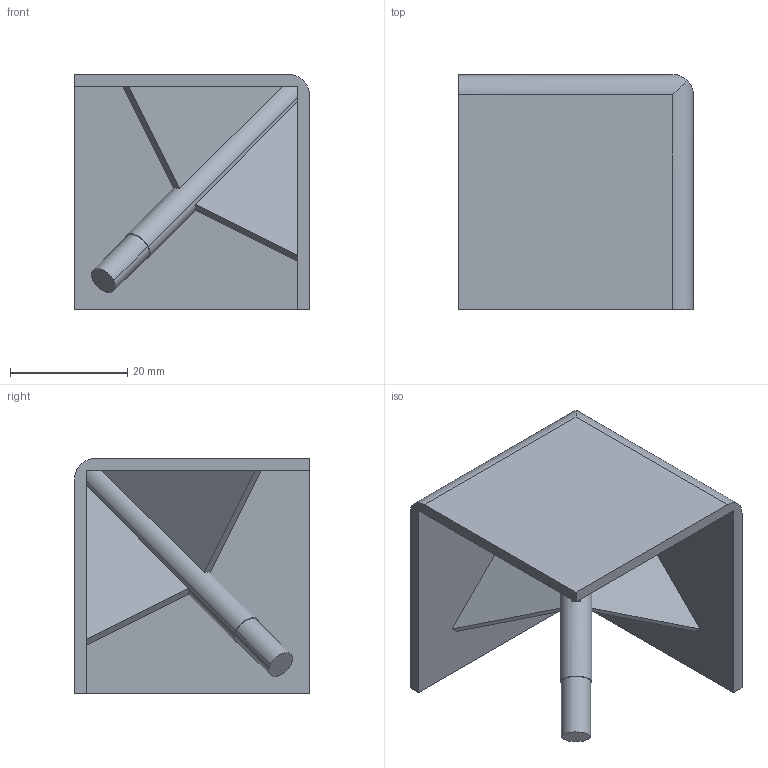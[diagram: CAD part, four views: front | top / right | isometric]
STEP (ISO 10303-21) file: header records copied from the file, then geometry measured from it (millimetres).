
FILE_DESCRIPTION (( 'STEP AP214' ), '1' );
FILE_NAME ('FIXE08E1102-Cache raccord d''angle 8 40x40x40.step', '2023-03-24T10:01:26', ( 'Altae' ), ( '' ), 'SwSTEP 2.0', 'SolidWorks 2021', '' );
FILE_SCHEMA (( 'AUTOMOTIVE_DESIGN' ));
Length unit declared in the file: millimetre
Products named in the file (1): FIXE08E1102-Cache raccord d''angle 8 40x40x40
Bounding box: 40 x 40 x 40 mm (x, y, z)
Volume: 11492.8 mm3; surface area: 12025.5 mm2
Topology: 1 solids, 1 shells, 27 faces, 72 edges, 48 vertices
Faces by surface type: plane 20, cylinder 7
Entity records: 872 total; most frequent: CARTESIAN_POINT 193, ORIENTED_EDGE 144, DIRECTION 123, EDGE_CURVE 72, VERTEX_POINT 48, VECTOR 47, LINE 47, AXIS2_PLACEMENT_3D 38
